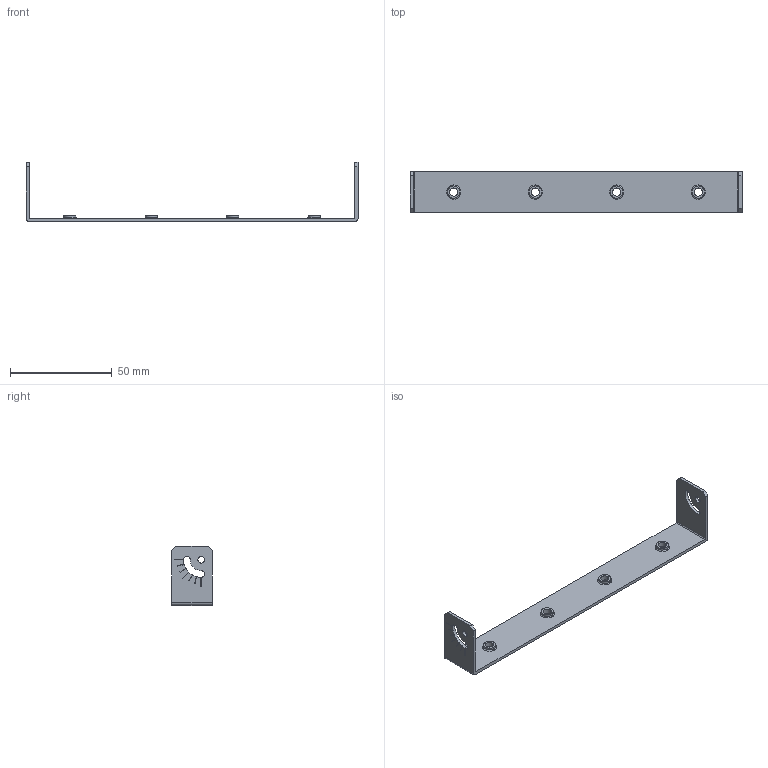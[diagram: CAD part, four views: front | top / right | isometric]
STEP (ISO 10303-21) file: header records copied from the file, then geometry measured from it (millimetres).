
FILE_DESCRIPTION(('CoCreate Modeling STEP Export'),'2;1');
FILE_NAME('BKT-OPB-C150.stp','2011-01-27T10:28:20',(''),(''),'CoCreate Modeling STEP processor for AP214 (Solid Model)','CoCreate Modeling 16.50A 01-Dec-2009 (C) Parametric Technology GmbH','');
FILE_SCHEMA(('AUTOMOTIVE_DESIGN { 1 0 10303 214 1 1 1 1 }'));
Length unit declared in the file: millimetre
Products named in the file (2): BKT-OPB-C150
Assembly tree (1 placements, depth 2):
  BKT-OPB-C150
    BKT-OPB-C150
Bounding box: 163 x 20 x 29 mm (x, y, z)
Volume: 6368.7 mm3; surface area: 9448.5 mm2
Topology: 1 solids, 1 shells, 124 faces, 362 edges, 244 vertices
Faces by surface type: plane 74, cylinder 34, torus 16
Entity records: 3829 total; most frequent: ORIENTED_EDGE 724, CARTESIAN_POINT 646, DIRECTION 594, EDGE_CURVE 362, VERTEX_POINT 244, VECTOR 210, LINE 210, AXIS2_PLACEMENT_3D 192
